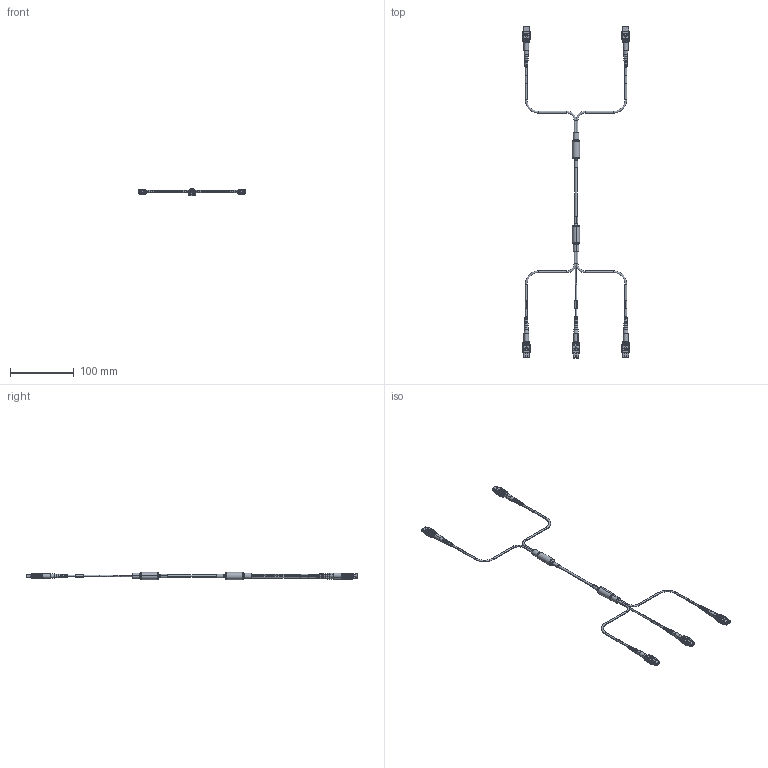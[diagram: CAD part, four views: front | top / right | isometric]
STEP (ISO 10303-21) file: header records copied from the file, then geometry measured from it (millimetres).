
FILE_DESCRIPTION (( 'STEP AP214' ), '1' );
FILE_NAME ('MPF308212OM5R-CA_3D.STEP', '2021-03-24T03:28:29', ( '' ), ( '' ), 'SwSTEP 2.0', 'SolidWorks 2020', '' );
FILE_SCHEMA (( 'AUTOMOTIVE_DESIGN' ));
Length unit declared in the file: inch
Products named in the file (12): 3AB04-014-MA2_FEMALE (without pins); MPF308212OM5R-CA_3D; 3AB04-014-MA4; 8C Ø3mm FIB CBL, 50 MM OM5 LIME ZAG_OM3-OM4; 3AB04-014-MA3; 8C Ø3mm FIB CBL, 50 MM OM5 LIME; 3AB04-014_FEMALE (without pins); 24C Ø3.8mm FIB CBL, 50 MM OM5 LIME; 3AB04-014-MA1; 3AB04-014-MA5; MPF308-MPF212-MA2_ROUND; MPO CABLE LABEL_3mm CABLE OD
Assembly tree (23 placements, depth 3):
  MPF308212OM5R-CA_3D
    24C Ø3.8mm FIB CBL, 50 MM OM5 LIME
    MPF308-MPF212-MA2_ROUND  x2
    3AB04-014_FEMALE (without pins)  x5
      3AB04-014-MA2_FEMALE (without pins)
      3AB04-014-MA3
      3AB04-014-MA4
      3AB04-014-MA1
      3AB04-014-MA5
    8C Ø3mm FIB CBL, 50 MM OM5 LIME ZAG_OM3-OM4  x4
    8C Ø3mm FIB CBL, 50 MM OM5 LIME
    MPO CABLE LABEL_3mm CABLE OD  x5
Bounding box: 167.81 x 519.26 x 11.18 mm (x, y, z)
Volume: 23240 mm3; surface area: 34779.9 mm2
Topology: 38 solids, 38 shells, 2122 faces, 5928 edges, 3882 vertices
Faces by surface type: plane 1571, cylinder 375, bspline 100, torus 42, cone 34
Entity records: 16353 total; most frequent: CARTESIAN_POINT 4243, ORIENTED_EDGE 2440, DIRECTION 2306, EDGE_CURVE 1220, VECTOR 816, LINE 816, VERTEX_POINT 796, AXIS2_PLACEMENT_3D 745
